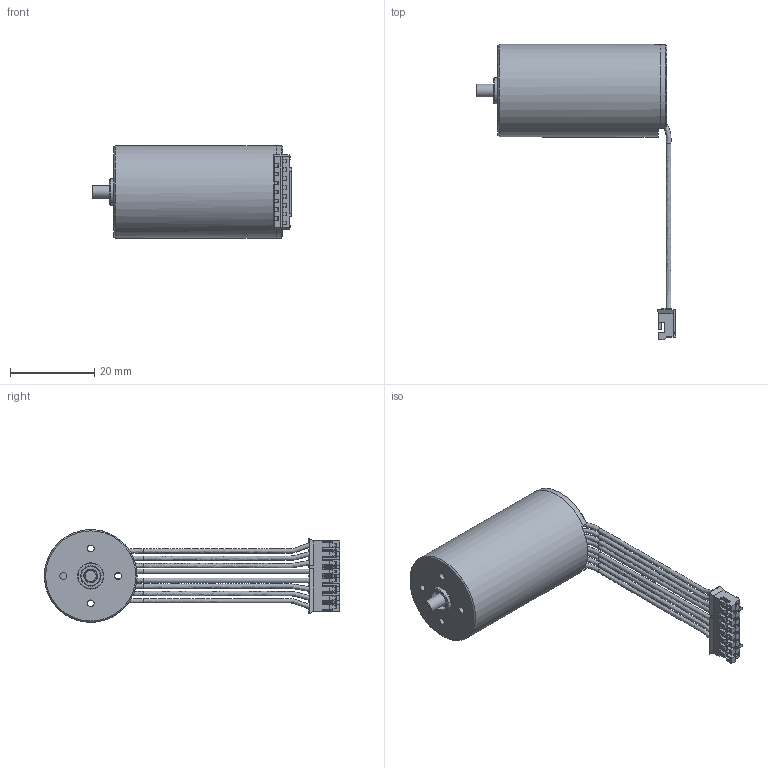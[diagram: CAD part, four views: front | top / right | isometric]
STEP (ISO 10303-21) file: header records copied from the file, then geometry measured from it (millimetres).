
FILE_DESCRIPTION (( 'STEP AP203' ), '1' );
FILE_NAME ('BL2240.STEP', '2025-12-02T09:59:23', ( 'Windows 蚚誧' ), ( 'Organization' ), 'SwSTEP 2.0', 'SolidWorks 2024', '' );
FILE_SCHEMA (( 'CONFIG_CONTROL_DESIGN' ));
Length unit declared in the file: millimetre
Products named in the file (1): BL2240
Bounding box: 47.45 x 70.05 x 21.97 mm (x, y, z)
Surface area: 10785.4 mm2 (no closed solid volume)
Topology: 0 solids, 31 shells, 567 faces, 1800 edges, 1223 vertices
Faces by surface type: plane 383, sphere 64, cylinder 54, torus 43, bspline 14, cone 9
Full cylindrical faces by diameter (mm): 1.1 x10, 1.6 x6, 3 x3, 4.5 x4, 4.9 x1, 5.038 x2, 5.5 x1, 5.962 x2, 6.2 x1, 6.5 x4, 8 x5, 10 x2, 20.1 x1, 20.3 x1, 20.4 x1, 20.6 x1, 22 x1
Entity records: 23140 total; most frequent: CARTESIAN_POINT 7837, ORIENTED_EDGE 3040, DIRECTION 2887, EDGE_CURVE 1708, VERTEX_POINT 1207, VECTOR 1149, LINE 1149, AXIS2_PLACEMENT_3D 869
